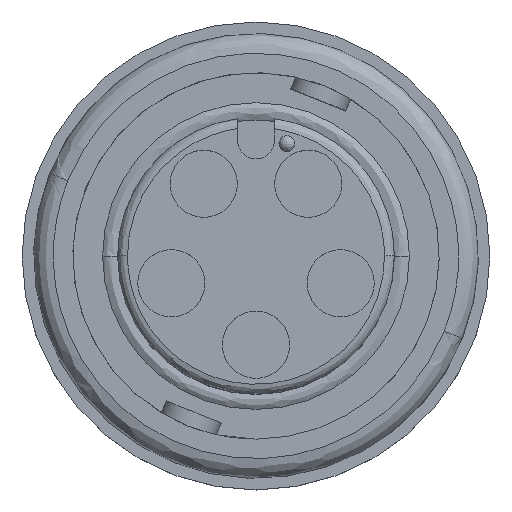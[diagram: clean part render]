
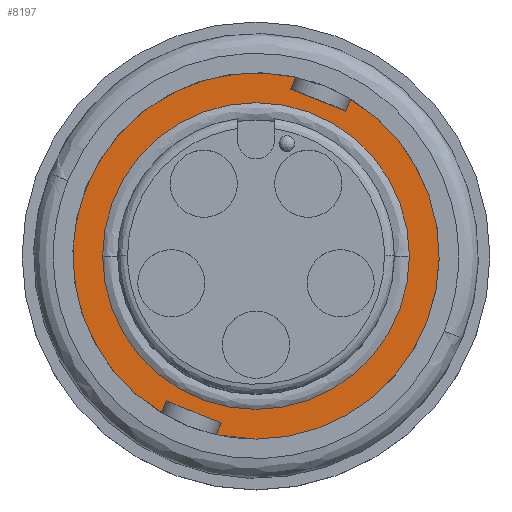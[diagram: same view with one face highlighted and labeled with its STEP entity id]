
A CAD part, top view. The second image highlights one B-rep face of the part: STEP entity #8197.
In plain terms, the highlighted planar face has unit normal (0, 0, 1).
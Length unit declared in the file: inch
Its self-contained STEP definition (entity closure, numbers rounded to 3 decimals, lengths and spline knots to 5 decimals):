
#25 = DIRECTION ( 'NONE',  ( 0.928, -0.371, 0. ) ) ;
#830 = CARTESIAN_POINT ( 'NONE',  ( 0.14368, 0.23799, -0.266 ) ) ;
#1481 = VERTEX_POINT ( 'NONE', #5869 ) ;
#1765 = AXIS2_PLACEMENT_3D ( 'NONE', #7118, #6698, #6758 ) ;
#1791 = LINE ( 'NONE', #4739, #8271 ) ;
#2180 = LINE ( 'NONE', #8794, #15112 ) ;
#2519 = VERTEX_POINT ( 'NONE', #9636 ) ;
#2875 = CIRCLE ( 'NONE', #7565, 0.278 ) ;
#2998 = EDGE_LOOP ( 'NONE', ( #15551, #6834, #4386, #3761, #6516, #3705, #8265, #16344, #4072 ) ) ;
#3038 = EDGE_CURVE ( 'NONE', #10034, #12525, #6767, .T. ) ;
#3165 = EDGE_CURVE ( 'NONE', #8571, #13836, #10077, .T. ) ;
#3183 = CARTESIAN_POINT ( 'NONE',  ( 0.06012, 0.27142, -0.266 ) ) ;
#3466 = VECTOR ( 'NONE', #6247, 39.37008 ) ;
#3705 = ORIENTED_EDGE ( 'NONE', *, *, #3165, .T. ) ;
#3757 = EDGE_CURVE ( 'NONE', #1481, #6310, #10833, .T. ) ;
#3761 = ORIENTED_EDGE ( 'NONE', *, *, #3757, .T. ) ;
#3966 = CIRCLE ( 'NONE', #14570, 0.278 ) ;
#4072 = ORIENTED_EDGE ( 'NONE', *, *, #8037, .T. ) ;
#4386 = ORIENTED_EDGE ( 'NONE', *, *, #10446, .T. ) ;
#4739 = CARTESIAN_POINT ( 'NONE',  ( -0.05294, -0.25347, -0.266 ) ) ;
#4762 = DIRECTION ( 'NONE',  ( -0.371, -0.928, 0. ) ) ;
#4933 = EDGE_CURVE ( 'NONE', #6310, #8571, #3966, .T. ) ;
#5382 = DIRECTION ( 'NONE',  ( 0., 1., 0. ) ) ;
#5407 = DIRECTION ( 'NONE',  ( 0., 0., -1. ) ) ;
#5417 = CARTESIAN_POINT ( 'NONE',  ( 0., 0., -0.266 ) ) ;
#5493 = DIRECTION ( 'NONE',  ( -0.371, -0.928, 0. ) ) ;
#5568 = CARTESIAN_POINT ( 'NONE',  ( 0.14368, 0.23799, -0.266 ) ) ;
#5842 = VECTOR ( 'NONE', #8964, 39.37008 ) ;
#5869 = CARTESIAN_POINT ( 'NONE',  ( -0.06012, -0.27142, -0.266 ) ) ;
#6007 = CARTESIAN_POINT ( 'NONE',  ( 0.05294, 0.25347, -0.266 ) ) ;
#6163 = DIRECTION ( 'NONE',  ( 0., 1., 0. ) ) ;
#6167 = DIRECTION ( 'NONE',  ( 0., 0., -1. ) ) ;
#6179 = CARTESIAN_POINT ( 'NONE',  ( 0., 0., -0.266 ) ) ;
#6224 = AXIS2_PLACEMENT_3D ( 'NONE', #6179, #6167, #6163 ) ;
#6247 = DIRECTION ( 'NONE',  ( 0.371, 0.928, 0. ) ) ;
#6281 = CIRCLE ( 'NONE', #10856, 0.23273 ) ;
#6310 = VERTEX_POINT ( 'NONE', #8702 ) ;
#6333 = VERTEX_POINT ( 'NONE', #8678 ) ;
#6393 = CARTESIAN_POINT ( 'NONE',  ( -0.05294, -0.25347, -0.266 ) ) ;
#6516 = ORIENTED_EDGE ( 'NONE', *, *, #4933, .T. ) ;
#6698 = DIRECTION ( 'NONE',  ( 0., 0., 1. ) ) ;
#6758 = DIRECTION ( 'NONE',  ( 0., -1., 0. ) ) ;
#6767 = CIRCLE ( 'NONE', #6224, 0.23273 ) ;
#6793 = EDGE_CURVE ( 'NONE', #12525, #10034, #6281, .T. ) ;
#6834 = ORIENTED_EDGE ( 'NONE', *, *, #15818, .T. ) ;
#7045 = AXIS2_PLACEMENT_3D ( 'NONE', #8521, #8464, #8447 ) ;
#7118 = CARTESIAN_POINT ( 'NONE',  ( 0., 0., -0.266 ) ) ;
#7174 = LINE ( 'NONE', #15124, #13324 ) ;
#7213 = ORIENTED_EDGE ( 'NONE', *, *, #6793, .T. ) ;
#7273 = CARTESIAN_POINT ( 'NONE',  ( -0.23273, 0., -0.266 ) ) ;
#7565 = AXIS2_PLACEMENT_3D ( 'NONE', #9932, #9930, #9911 ) ;
#8037 = EDGE_CURVE ( 'NONE', #10905, #6333, #2875, .T. ) ;
#8197 = ADVANCED_FACE ( 'NONE', ( #9270, #12093 ), #8467, .T. ) ;
#8265 = ORIENTED_EDGE ( 'NONE', *, *, #9831, .T. ) ;
#8271 = VECTOR ( 'NONE', #4762, 39.37008 ) ;
#8298 = CARTESIAN_POINT ( 'NONE',  ( 0.23273, 0., -0.266 ) ) ;
#8387 = CARTESIAN_POINT ( 'NONE',  ( 0.1365, 0.22004, -0.266 ) ) ;
#8447 = DIRECTION ( 'NONE',  ( 1., 0., 0. ) ) ;
#8464 = DIRECTION ( 'NONE',  ( 0., 0., 1. ) ) ;
#8467 = PLANE ( 'NONE',  #7045 ) ;
#8521 = CARTESIAN_POINT ( 'NONE',  ( 0., 0., -0.266 ) ) ;
#8571 = VERTEX_POINT ( 'NONE', #830 ) ;
#8678 = CARTESIAN_POINT ( 'NONE',  ( -0.14368, -0.23799, -0.266 ) ) ;
#8702 = CARTESIAN_POINT ( 'NONE',  ( 0., -0.278, -0.266 ) ) ;
#8794 = CARTESIAN_POINT ( 'NONE',  ( 0.0901, 0.34635, -0.266 ) ) ;
#8802 = DIRECTION ( 'NONE',  ( 0.371, 0.928, 0. ) ) ;
#8964 = DIRECTION ( 'NONE',  ( -0.928, 0.371, 0. ) ) ;
#9061 = CARTESIAN_POINT ( 'NONE',  ( 0.1365, 0.22004, -0.266 ) ) ;
#9237 = LINE ( 'NONE', #9061, #5842 ) ;
#9270 = FACE_OUTER_BOUND ( 'NONE', #2998, .T. ) ;
#9361 = DIRECTION ( 'NONE',  ( 0., -1., 0. ) ) ;
#9379 = DIRECTION ( 'NONE',  ( 0., 0., 1. ) ) ;
#9405 = CARTESIAN_POINT ( 'NONE',  ( 0., 0., -0.266 ) ) ;
#9419 = LINE ( 'NONE', #6007, #3466 ) ;
#9498 = CARTESIAN_POINT ( 'NONE',  ( -0.1365, -0.22004, -0.266 ) ) ;
#9636 = CARTESIAN_POINT ( 'NONE',  ( 0.05294, 0.25347, -0.266 ) ) ;
#9705 = VECTOR ( 'NONE', #5493, 39.37008 ) ;
#9831 = EDGE_CURVE ( 'NONE', #13836, #2519, #9237, .T. ) ;
#9911 = DIRECTION ( 'NONE',  ( 0., -1., 0. ) ) ;
#9930 = DIRECTION ( 'NONE',  ( 0., 0., 1. ) ) ;
#9932 = CARTESIAN_POINT ( 'NONE',  ( 0., 0., -0.266 ) ) ;
#10034 = VERTEX_POINT ( 'NONE', #7273 ) ;
#10077 = LINE ( 'NONE', #5568, #9705 ) ;
#10220 = VERTEX_POINT ( 'NONE', #6393 ) ;
#10258 = EDGE_CURVE ( 'NONE', #2519, #10905, #9419, .T. ) ;
#10427 = ORIENTED_EDGE ( 'NONE', *, *, #3038, .T. ) ;
#10446 = EDGE_CURVE ( 'NONE', #10220, #1481, #1791, .T. ) ;
#10833 = CIRCLE ( 'NONE', #1765, 0.278 ) ;
#10856 = AXIS2_PLACEMENT_3D ( 'NONE', #5417, #5407, #5382 ) ;
#10905 = VERTEX_POINT ( 'NONE', #3183 ) ;
#11589 = EDGE_LOOP ( 'NONE', ( #10427, #7213 ) ) ;
#12093 = FACE_BOUND ( 'NONE', #11589, .T. ) ;
#12408 = EDGE_CURVE ( 'NONE', #6333, #16145, #2180, .T. ) ;
#12525 = VERTEX_POINT ( 'NONE', #8298 ) ;
#13324 = VECTOR ( 'NONE', #25, 39.37008 ) ;
#13836 = VERTEX_POINT ( 'NONE', #8387 ) ;
#14570 = AXIS2_PLACEMENT_3D ( 'NONE', #9405, #9379, #9361 ) ;
#15112 = VECTOR ( 'NONE', #8802, 39.37008 ) ;
#15124 = CARTESIAN_POINT ( 'NONE',  ( -0.1365, -0.22004, -0.266 ) ) ;
#15551 = ORIENTED_EDGE ( 'NONE', *, *, #12408, .T. ) ;
#15818 = EDGE_CURVE ( 'NONE', #16145, #10220, #7174, .T. ) ;
#16145 = VERTEX_POINT ( 'NONE', #9498 ) ;
#16344 = ORIENTED_EDGE ( 'NONE', *, *, #10258, .T. ) ;
